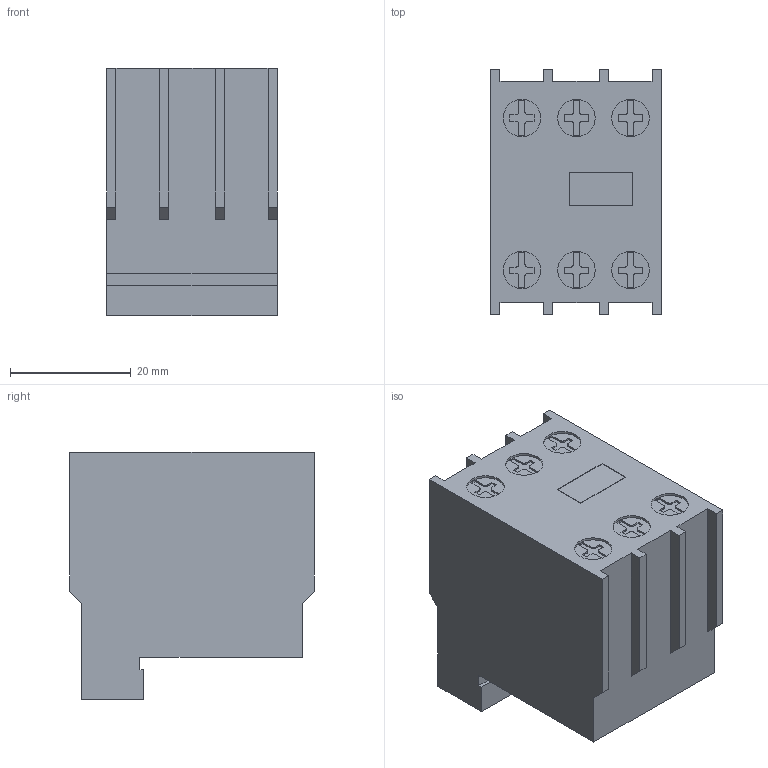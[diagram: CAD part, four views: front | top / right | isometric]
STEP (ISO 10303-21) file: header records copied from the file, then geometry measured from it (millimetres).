
FILE_DESCRIPTION((''),'2;1');
FILE_NAME('3d_11G48421.stp','2012-10-03T13:28:04',(''),(''),'Mechanical Desktop 2011','Mechanical Desktop 2011',', , ');
FILE_SCHEMA(('CONFIG_CONTROL_DESIGN'));
Length unit declared in the file: millimetre
Products named in the file (1): Product
Bounding box: 28.2 x 40.6 x 41 mm (x, y, z)
Volume: 37570.6 mm3; surface area: 7929.2 mm2
Topology: 1 solids, 1 shells, 163 faces, 460 edges, 316 vertices
Faces by surface type: plane 127, cylinder 36
Entity records: 5352 total; most frequent: CARTESIAN_POINT 936, ORIENTED_EDGE 912, DIRECTION 872, EDGE_CURVE 456, VECTOR 376, LINE 376, VERTEX_POINT 308, AXIS2_PLACEMENT_3D 248
